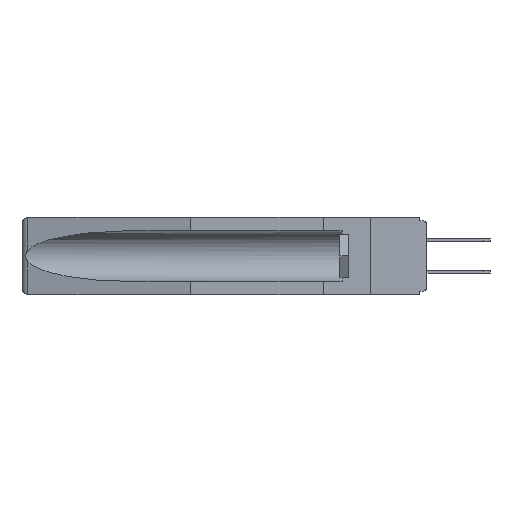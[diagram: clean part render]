
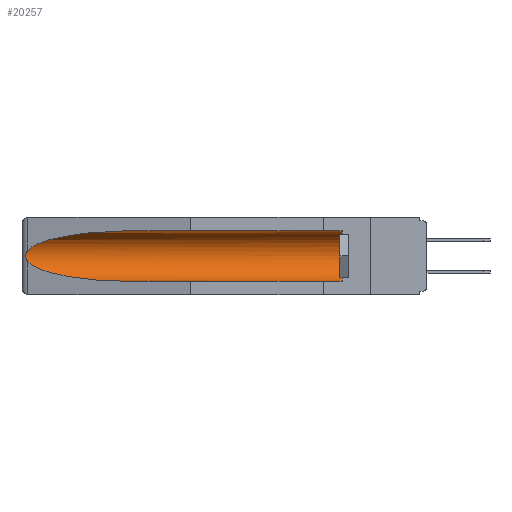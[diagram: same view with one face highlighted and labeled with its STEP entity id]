
A CAD part, left-side view. The second image highlights one B-rep face of the part: STEP entity #20257.
In plain terms, the highlighted cylindrical face has radius 2.857 mm (diameter 5.715 mm), a partial arc.
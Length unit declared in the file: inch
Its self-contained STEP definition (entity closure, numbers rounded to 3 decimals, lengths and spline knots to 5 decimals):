
#11 = AXIS2_PLACEMENT_3D ( 'NONE', #2129, #9352, #14299 ) ;
#766 = CARTESIAN_POINT ( 'NONE',  ( 0.26537, 1.52718, -0.19328 ) ) ;
#1308 = CARTESIAN_POINT ( 'NONE',  ( 0.155, 1.07973, -0.284 ) ) ;
#1503 = CARTESIAN_POINT ( 'NONE',  ( 0.155, 1.07973, -0.284 ) ) ;
#2082 = LINE ( 'NONE', #4906, #6039 ) ;
#2129 = CARTESIAN_POINT ( 'NONE',  ( 0.155, -0.30754, -0.1715 ) ) ;
#2415 = CARTESIAN_POINT ( 'NONE',  ( 0.26655, 1.53094, -0.18657 ) ) ;
#2866 = DIRECTION ( 'NONE',  ( 0., 0., 1. ) ) ;
#3062 = EDGE_CURVE ( 'NONE', #9761, #4779, #3812, .T. ) ;
#3065 = CARTESIAN_POINT ( 'NONE',  ( 0.21114, 1.30732, -0.059 ) ) ;
#3203 = CARTESIAN_POINT ( 'NONE',  ( 0.155, 1.07973, -0.059 ) ) ;
#3812 = CIRCLE ( 'NONE', #12890, 0.1125 ) ;
#3895 = EDGE_CURVE ( 'NONE', #4345, #8521, #11841, .T. ) ;
#4115 = VERTEX_POINT ( 'NONE', #20808 ) ;
#4311 = CARTESIAN_POINT ( 'NONE',  ( 0.2673, 1.53269, -0.17917 ) ) ;
#4345 = VERTEX_POINT ( 'NONE', #12206 ) ;
#4779 = VERTEX_POINT ( 'NONE', #11581 ) ;
#4906 = CARTESIAN_POINT ( 'NONE',  ( 0.155, -0.30754, -0.284 ) ) ;
#4973 = EDGE_CURVE ( 'NONE', #4779, #4115, #14662, .T. ) ;
#5025 = CYLINDRICAL_SURFACE ( 'NONE', #11, 0.1125 ) ;
#5315 = FACE_OUTER_BOUND ( 'NONE', #8187, .T. ) ;
#5945 = CARTESIAN_POINT ( 'NONE',  ( 0.2673, 1.5327, -0.16383 ) ) ;
#6039 = VECTOR ( 'NONE', #13396, 39.37008 ) ;
#6959 = VECTOR ( 'NONE', #20470, 39.37008 ) ;
#7093 = VERTEX_POINT ( 'NONE', #1503 ) ;
#7331 = ORIENTED_EDGE ( 'NONE', *, *, #3062, .T. ) ;
#8187 = EDGE_LOOP ( 'NONE', ( #10479, #14675, #18117, #15441, #7331, #19941 ) ) ;
#8521 = VERTEX_POINT ( 'NONE', #10362 ) ;
#8605 = CARTESIAN_POINT ( 'NONE',  ( 0.155, -0.30754, -0.059 ) ) ;
#8721 =( BOUNDED_CURVE ( )  B_SPLINE_CURVE ( 3, ( #3203, #3065, #16867, #13467 ),
 .UNSPECIFIED., .F., .F. ) 
 B_SPLINE_CURVE_WITH_KNOTS ( ( 4, 4 ),
 ( 4.71239, 6.08839 ),
 .UNSPECIFIED. ) 
 CURVE ( )  GEOMETRIC_REPRESENTATION_ITEM ( )  RATIONAL_B_SPLINE_CURVE ( ( 1., 0.848, 0.848, 1. ) ) 
 REPRESENTATION_ITEM ( '' )  );
#8890 =( BOUNDED_CURVE ( )  B_SPLINE_CURVE ( 3, ( #20098, #11644, #9810, #1308 ),
 .UNSPECIFIED., .F., .F. ) 
 B_SPLINE_CURVE_WITH_KNOTS ( ( 4, 4 ),
 ( 0.1948, 1.5708 ),
 .UNSPECIFIED. ) 
 CURVE ( )  GEOMETRIC_REPRESENTATION_ITEM ( )  RATIONAL_B_SPLINE_CURVE ( ( 1., 0.848, 0.848, 1. ) ) 
 REPRESENTATION_ITEM ( '' )  );
#9333 = CARTESIAN_POINT ( 'NONE',  ( 0.2675, 1.53308, -0.16763 ) ) ;
#9352 = DIRECTION ( 'NONE',  ( 0., 1., 0. ) ) ;
#9761 = VERTEX_POINT ( 'NONE', #13875 ) ;
#9810 = CARTESIAN_POINT ( 'NONE',  ( 0.21114, 1.30732, -0.284 ) ) ;
#10362 = CARTESIAN_POINT ( 'NONE',  ( 0.26537, 1.52718, -0.19328 ) ) ;
#10479 = ORIENTED_EDGE ( 'NONE', *, *, #11861, .T. ) ;
#11427 = EDGE_CURVE ( 'NONE', #8521, #7093, #8890, .T. ) ;
#11499 = CARTESIAN_POINT ( 'NONE',  ( 0.155, 0.126, -0.1715 ) ) ;
#11581 = CARTESIAN_POINT ( 'NONE',  ( 0.155, 0.126, -0.059 ) ) ;
#11644 = CARTESIAN_POINT ( 'NONE',  ( 0.25451, 1.48313, -0.24835 ) ) ;
#11841 = B_SPLINE_CURVE_WITH_KNOTS ( 'NONE', 3,
 ( #15913, #21322, #21179, #5945, #9333, #12797, #4311, #2415, #21110, #766 ),
 .UNSPECIFIED., .F., .F.,
 ( 4, 2, 2, 2, 4 ),
 ( 0., 0.00029, 0.00058, 0.00087, 0.00117 ),
 .UNSPECIFIED. ) ;
#11861 = EDGE_CURVE ( 'NONE', #4115, #4345, #8721, .T. ) ;
#12206 = CARTESIAN_POINT ( 'NONE',  ( 0.26537, 1.52718, -0.14972 ) ) ;
#12797 = CARTESIAN_POINT ( 'NONE',  ( 0.2675, 1.53308, -0.17534 ) ) ;
#12890 = AXIS2_PLACEMENT_3D ( 'NONE', #11499, #21660, #2866 ) ;
#13396 = DIRECTION ( 'NONE',  ( 0., 1., 0. ) ) ;
#13467 = CARTESIAN_POINT ( 'NONE',  ( 0.26537, 1.52718, -0.14972 ) ) ;
#13875 = CARTESIAN_POINT ( 'NONE',  ( 0.155, 0.126, -0.284 ) ) ;
#14299 = DIRECTION ( 'NONE',  ( 0., 0., 1. ) ) ;
#14662 = LINE ( 'NONE', #8605, #6959 ) ;
#14675 = ORIENTED_EDGE ( 'NONE', *, *, #3895, .T. ) ;
#15416 = EDGE_CURVE ( 'NONE', #9761, #7093, #2082, .T. ) ;
#15441 = ORIENTED_EDGE ( 'NONE', *, *, #15416, .F. ) ;
#15913 = CARTESIAN_POINT ( 'NONE',  ( 0.26537, 1.52718, -0.14972 ) ) ;
#16867 = CARTESIAN_POINT ( 'NONE',  ( 0.25451, 1.48313, -0.09465 ) ) ;
#18117 = ORIENTED_EDGE ( 'NONE', *, *, #11427, .T. ) ;
#19941 = ORIENTED_EDGE ( 'NONE', *, *, #4973, .T. ) ;
#20098 = CARTESIAN_POINT ( 'NONE',  ( 0.26537, 1.52718, -0.19328 ) ) ;
#20257 = ADVANCED_FACE ( 'NONE', ( #5315 ), #5025, .F. ) ;
#20470 = DIRECTION ( 'NONE',  ( 0., 1., 0. ) ) ;
#20808 = CARTESIAN_POINT ( 'NONE',  ( 0.155, 1.07973, -0.059 ) ) ;
#21110 = CARTESIAN_POINT ( 'NONE',  ( 0.26597, 1.5296, -0.19026 ) ) ;
#21179 = CARTESIAN_POINT ( 'NONE',  ( 0.26654, 1.53092, -0.15636 ) ) ;
#21322 = CARTESIAN_POINT ( 'NONE',  ( 0.26597, 1.52961, -0.15275 ) ) ;
#21660 = DIRECTION ( 'NONE',  ( 0., -1., 0. ) ) ;
